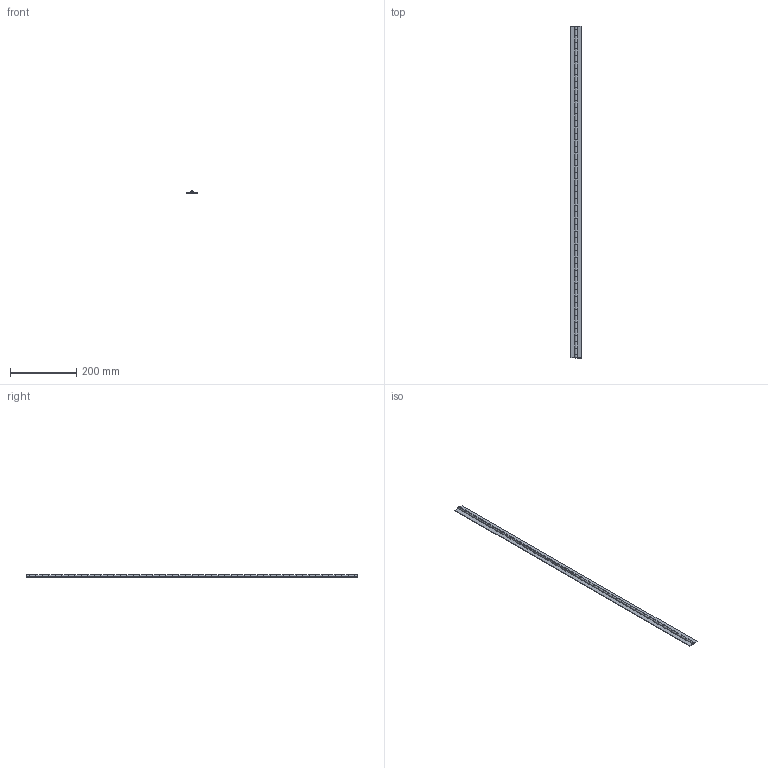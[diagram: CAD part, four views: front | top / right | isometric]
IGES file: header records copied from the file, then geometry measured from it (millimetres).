
Start section: SolidWorks IGES file using analytic representation for surfaces
Global section: file name: TH_76_1.IGS,15HSolidWorks; native system: 2015; preprocessor: SolidWorks 2015; author: Yoshitsune; date: 150522.101122; units: millimetre
Bounding box: 32 x 1000 x 6.7 mm (x, y, z)
Surface area: 103035 mm2 (no closed solid volume)
Topology: 0 solids, 0 shells, 324 faces, 6752 edges, 6752 vertices
Faces by surface type: bspline 218, revolution 106
